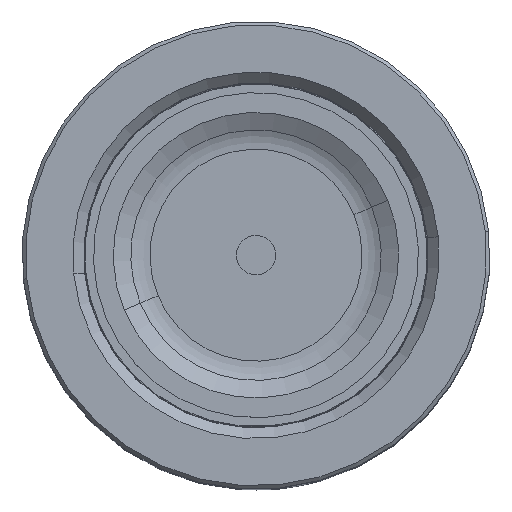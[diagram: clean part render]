
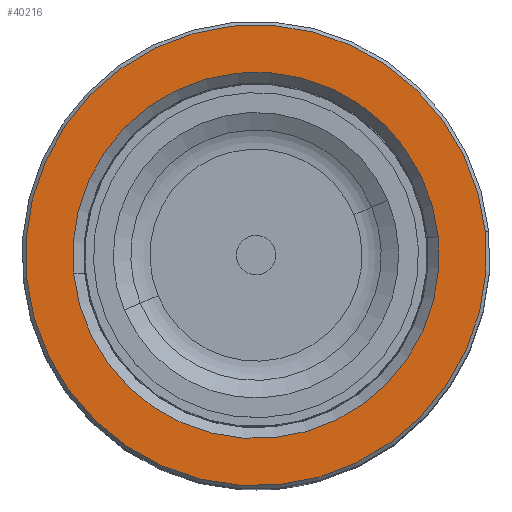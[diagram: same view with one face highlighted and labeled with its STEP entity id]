
A CAD part, top view. The second image highlights one B-rep face of the part: STEP entity #40216.
In plain terms, the highlighted planar face has unit normal (0, 0, 1).
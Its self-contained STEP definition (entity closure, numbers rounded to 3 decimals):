
#65 = VERTEX_POINT ( 'NONE', #63179 ) ;
#572 = CARTESIAN_POINT ( 'NONE',  ( 0., 0., 120. ) ) ;
#979 = EDGE_LOOP ( 'NONE', ( #21262, #56183 ) ) ;
#2162 = VERTEX_POINT ( 'NONE', #59306 ) ;
#4341 = FACE_BOUND ( 'NONE', #979, .T. ) ;
#4722 = DIRECTION ( 'NONE',  ( 0., 0., 1. ) ) ;
#4794 = CIRCLE ( 'NONE', #12763, 37.2 ) ;
#4911 = EDGE_CURVE ( 'NONE', #21839, #2162, #9947, .T. ) ;
#5852 = DIRECTION ( 'NONE',  ( 1., 0., 0. ) ) ;
#6530 = CARTESIAN_POINT ( 'NONE',  ( 0., 0., 120. ) ) ;
#9947 = CIRCLE ( 'NONE', #10351, 46.8 ) ;
#10351 = AXIS2_PLACEMENT_3D ( 'NONE', #6530, #47638, #5852 ) ;
#11862 = AXIS2_PLACEMENT_3D ( 'NONE', #48203, #47313, #53248 ) ;
#12763 = AXIS2_PLACEMENT_3D ( 'NONE', #39183, #65526, #44011 ) ;
#15583 = AXIS2_PLACEMENT_3D ( 'NONE', #572, #42852, #36899 ) ;
#17475 = EDGE_CURVE ( 'NONE', #65, #30381, #4794, .T. ) ;
#17682 = ORIENTED_EDGE ( 'NONE', *, *, #4911, .T. ) ;
#20050 = EDGE_LOOP ( 'NONE', ( #17682, #35580 ) ) ;
#20796 = CARTESIAN_POINT ( 'NONE',  ( 0., 0., 120. ) ) ;
#21262 = ORIENTED_EDGE ( 'NONE', *, *, #17475, .T. ) ;
#21839 = VERTEX_POINT ( 'NONE', #57670 ) ;
#23623 = EDGE_CURVE ( 'NONE', #30381, #65, #29203, .T. ) ;
#24075 = FACE_OUTER_BOUND ( 'NONE', #20050, .T. ) ;
#24540 = DIRECTION ( 'NONE',  ( 1., 0., 0. ) ) ;
#26551 = CARTESIAN_POINT ( 'NONE',  ( -37.2, 0., 120. ) ) ;
#29203 = CIRCLE ( 'NONE', #15583, 37.2 ) ;
#30011 = PLANE ( 'NONE',  #66976 ) ;
#30381 = VERTEX_POINT ( 'NONE', #26551 ) ;
#35580 = ORIENTED_EDGE ( 'NONE', *, *, #66031, .T. ) ;
#36899 = DIRECTION ( 'NONE',  ( 1., 0., 0. ) ) ;
#39183 = CARTESIAN_POINT ( 'NONE',  ( 0., 0., 120. ) ) ;
#40216 = ADVANCED_FACE ( 'NONE', ( #24075, #4341 ), #30011, .T. ) ;
#42852 = DIRECTION ( 'NONE',  ( 0., 0., -1. ) ) ;
#44011 = DIRECTION ( 'NONE',  ( 1., 0., 0. ) ) ;
#47313 = DIRECTION ( 'NONE',  ( 0., 0., 1. ) ) ;
#47638 = DIRECTION ( 'NONE',  ( 0., 0., 1. ) ) ;
#48203 = CARTESIAN_POINT ( 'NONE',  ( 0., 0., 120. ) ) ;
#52950 = CIRCLE ( 'NONE', #11862, 46.8 ) ;
#53248 = DIRECTION ( 'NONE',  ( 1., 0., 0. ) ) ;
#56183 = ORIENTED_EDGE ( 'NONE', *, *, #23623, .T. ) ;
#57670 = CARTESIAN_POINT ( 'NONE',  ( -46.8, 0., 120. ) ) ;
#59306 = CARTESIAN_POINT ( 'NONE',  ( 46.8, 0., 120. ) ) ;
#63179 = CARTESIAN_POINT ( 'NONE',  ( 37.2, 0., 120. ) ) ;
#65526 = DIRECTION ( 'NONE',  ( 0., 0., -1. ) ) ;
#66031 = EDGE_CURVE ( 'NONE', #2162, #21839, #52950, .T. ) ;
#66976 = AXIS2_PLACEMENT_3D ( 'NONE', #20796, #4722, #24540 ) ;
